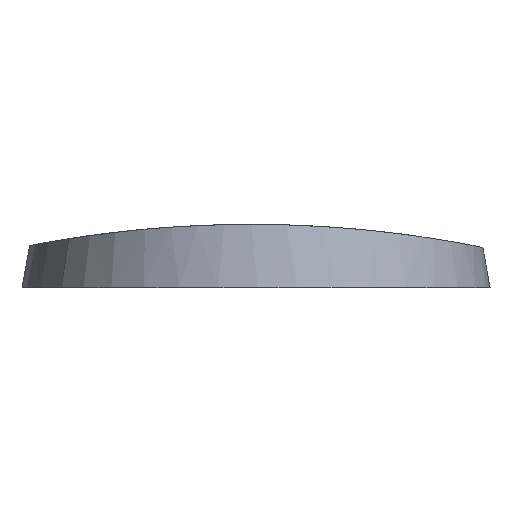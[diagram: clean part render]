
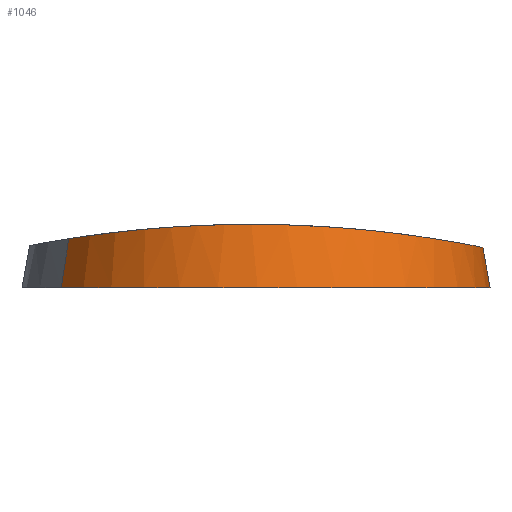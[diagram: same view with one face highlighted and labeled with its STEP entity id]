
A CAD part, left-side view. The second image highlights one B-rep face of the part: STEP entity #1046.
In plain terms, the highlighted conical face has half-angle 10 degrees and reference radius 11.75 mm.
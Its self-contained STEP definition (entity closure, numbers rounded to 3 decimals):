
#23=CIRCLE('',#1147,11.75);
#30=CONICAL_SURFACE('',#1146,11.75,0.175);
#50=B_SPLINE_CURVE_WITH_KNOTS('',3,(#2035,#2036,#2037,#2038,#2039,#2040,
#2041,#2042),.UNSPECIFIED.,.F.,.F.,(4,2,2,4),(3.957,4.258,
4.683,5.057),.UNSPECIFIED.);
#51=B_SPLINE_CURVE_WITH_KNOTS('',3,(#2044,#2045,#2046,#2047,#2048,#2049,
#2050,#2051,#2052,#2053,#2054,#2055),.UNSPECIFIED.,.F.,.F.,(4,2,2,2,2,4),
(5.057,5.107,5.532,5.958,6.385,
6.795),.UNSPECIFIED.);
#129=FACE_OUTER_BOUND('',#185,.T.);
#185=EDGE_LOOP('',(#901,#902,#903,#904,#905));
#267=LINE('',#1958,#369);
#285=LINE('',#2102,#387);
#369=VECTOR('',#1336,10.);
#387=VECTOR('',#1382,10.);
#470=VERTEX_POINT('',#1955);
#471=VERTEX_POINT('',#1957);
#483=VERTEX_POINT('',#2034);
#484=VERTEX_POINT('',#2043);
#494=VERTEX_POINT('',#2101);
#603=EDGE_CURVE('',#470,#471,#267,.T.);
#617=EDGE_CURVE('',#471,#483,#50,.T.);
#618=EDGE_CURVE('',#483,#484,#51,.T.);
#636=EDGE_CURVE('',#494,#484,#285,.T.);
#639=EDGE_CURVE('',#470,#494,#23,.T.);
#901=ORIENTED_EDGE('',*,*,#618,.F.);
#902=ORIENTED_EDGE('',*,*,#617,.F.);
#903=ORIENTED_EDGE('',*,*,#603,.F.);
#904=ORIENTED_EDGE('',*,*,#639,.T.);
#905=ORIENTED_EDGE('',*,*,#636,.T.);
#1046=ADVANCED_FACE('',(#129),#30,.T.);
#1146=AXIS2_PLACEMENT_3D('',#2106,#1389,#1390);
#1147=AXIS2_PLACEMENT_3D('',#2107,#1391,#1392);
#1336=DIRECTION('',(0.084,-0.152,0.985));
#1382=DIRECTION('',(0.003,0.174,0.985));
#1389=DIRECTION('center_axis',(0.,0.,-1.));
#1390=DIRECTION('ref_axis',(-0.486,0.874,0.));
#1391=DIRECTION('center_axis',(0.,0.,1.));
#1392=DIRECTION('ref_axis',(-0.486,0.874,0.));
#1955=CARTESIAN_POINT('',(9.791,-5.837,1.75));
#1957=CARTESIAN_POINT('',(10.006,-6.224,4.262));
#1958=CARTESIAN_POINT('',(9.791,-5.837,1.75));
#2034=CARTESIAN_POINT('',(4.334,-15.607,5.));
#2035=CARTESIAN_POINT('Ctrl Pts',(10.006,-6.224,4.262));
#2036=CARTESIAN_POINT('Ctrl Pts',(9.09,-6.75,4.345));
#2037=CARTESIAN_POINT('Ctrl Pts',(8.261,-7.405,4.441));
#2038=CARTESIAN_POINT('Ctrl Pts',(6.58,-9.129,4.658));
#2039=CARTESIAN_POINT('Ctrl Pts',(5.73,-10.401,4.79));
#2040=CARTESIAN_POINT('Ctrl Pts',(4.668,-13.02,4.957));
#2041=CARTESIAN_POINT('Ctrl Pts',(4.391,-14.341,5.));
#2042=CARTESIAN_POINT('Ctrl Pts',(4.334,-15.607,5.));
#2043=CARTESIAN_POINT('',(15.325,-27.492,3.811));
#2044=CARTESIAN_POINT('Ctrl Pts',(4.334,-15.607,5.));
#2045=CARTESIAN_POINT('Ctrl Pts',(4.327,-15.775,5.));
#2046=CARTESIAN_POINT('Ctrl Pts',(4.323,-15.941,4.999));
#2047=CARTESIAN_POINT('Ctrl Pts',(4.321,-17.525,4.986));
#2048=CARTESIAN_POINT('Ctrl Pts',(4.595,-19.038,4.918));
#2049=CARTESIAN_POINT('Ctrl Pts',(5.718,-21.826,4.693));
#2050=CARTESIAN_POINT('Ctrl Pts',(6.566,-23.102,4.539));
#2051=CARTESIAN_POINT('Ctrl Pts',(8.536,-25.13,4.248));
#2052=CARTESIAN_POINT('Ctrl Pts',(9.793,-26.018,4.093));
#2053=CARTESIAN_POINT('Ctrl Pts',(12.506,-27.175,3.877));
#2054=CARTESIAN_POINT('Ctrl Pts',(13.952,-27.47,3.815));
#2055=CARTESIAN_POINT('Ctrl Pts',(15.325,-27.492,3.811));
#2101=CARTESIAN_POINT('',(15.32,-27.856,1.75));
#2102=CARTESIAN_POINT('',(15.32,-27.856,1.75));
#2106=CARTESIAN_POINT('Origin',(15.5,-16.107,1.75));
#2107=CARTESIAN_POINT('Origin',(15.5,-16.107,1.75));
